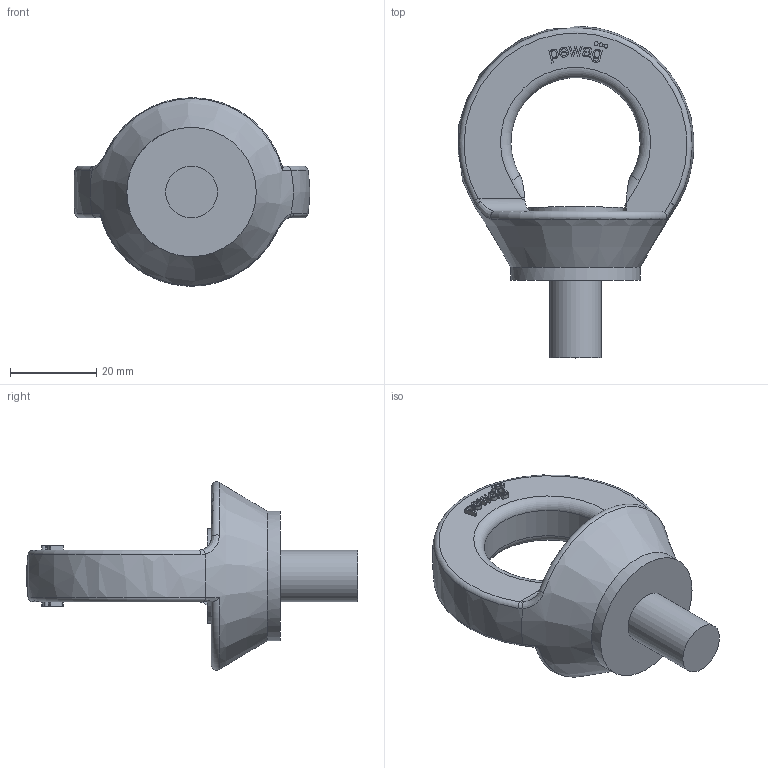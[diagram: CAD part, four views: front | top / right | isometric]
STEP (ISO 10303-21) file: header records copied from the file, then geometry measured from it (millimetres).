
FILE_DESCRIPTION(/* description */ (''),/* implementation_level */ '2;1');
FILE_NAME(/* name */ 'PLGWI_0_5_t.stp',/* time_stamp */ '2019-09-25T15:54:42+02:00',/* author */ (''),/* organization */ (''),/* preprocessor_version */ 'ST-DEVELOPER v16',/* originating_system */ 'SIEMENS PLM Software NX 11.0',/* authorisation */ '');
FILE_SCHEMA (('AUTOMOTIVE_DESIGN { 1 0 10303 214 3 1 1 1 }'));
Length unit declared in the file: millimetre
Products named in the file (1): mum099C474Fdj6l
Bounding box: 54.68 x 77 x 43.7 mm (x, y, z)
Volume: 31914.5 mm3; surface area: 10456.3 mm2
Topology: 1 solids, 1 shells, 182 faces, 461 edges, 305 vertices
Faces by surface type: plane 93, extrusion 56, cylinder 17, bspline 8, torus 6, cone 1, sphere 1
Full cylindrical faces by diameter (mm): 0.9 x6, 12 x1, 22 x1, 26.403 x1, 30 x1
Entity records: 6662 total; most frequent: CARTESIAN_POINT 2711, ORIENTED_EDGE 874, DIRECTION 598, EDGE_CURVE 437, VERTEX_POINT 293, VECTOR 250, B_SPLINE_CURVE_WITH_KNOTS 244, EDGE_LOOP 220
